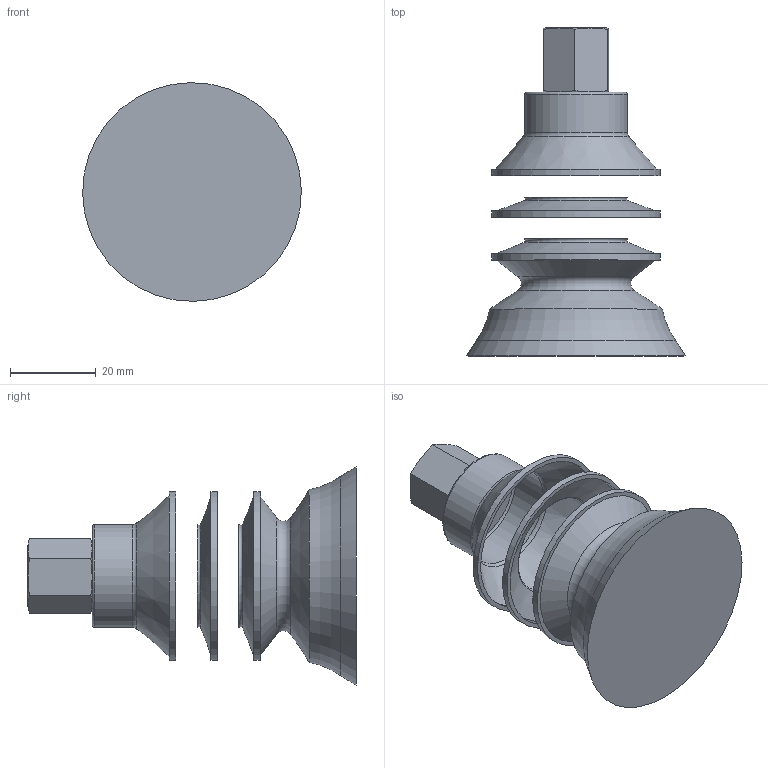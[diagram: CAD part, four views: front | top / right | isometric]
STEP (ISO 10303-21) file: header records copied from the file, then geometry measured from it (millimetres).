
FILE_DESCRIPTION(/* description */ (''),/* implementation_level */ '2;1');
FILE_NAME(/* name */ 'vfs51-3sh30cn_rac7r1-8h.stp',/* time_stamp */ '2020-09-29T08:47:43+02:00',/* author */ ('enginyeria'),/* organization */ (''),/* preprocessor_version */ 'ST-DEVELOPER v17.2',/* originating_system */ 'Autodesk Inventor 2019',/* authorisation */ '');
FILE_SCHEMA (('CONFIG_CONTROL_DESIGN'));
Length unit declared in the file: millimetre
Products named in the file (1): vfs51-3sh30cn_rac7r1-8h
Bounding box: 51 x 76.5 x 51 mm (x, y, z)
Volume: 56072.8 mm3; surface area: 13550.4 mm2
Topology: 1 solids, 2 shells, 42 faces, 112 edges, 80 vertices
Faces by surface type: plane 16, cone 12, torus 9, cylinder 5
Full cylindrical faces by diameter (mm): 8.566 x1, 24 x1, 39.3 x3
Entity records: 1638 total; most frequent: CARTESIAN_POINT 424, DIRECTION 259, ORIENTED_EDGE 224, AXIS2_PLACEMENT_3D 118, EDGE_CURVE 112, VERTEX_POINT 80, CIRCLE 75, EDGE_LOOP 50
